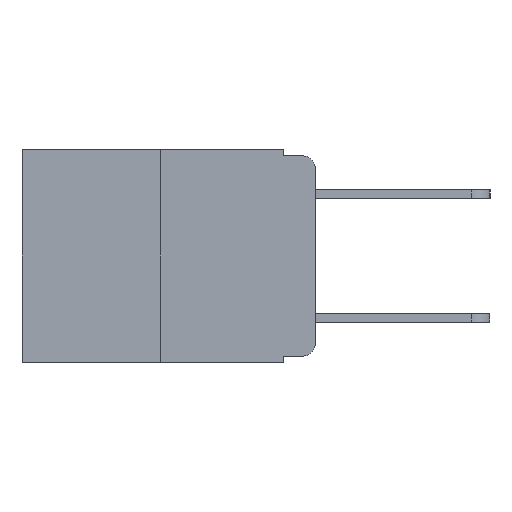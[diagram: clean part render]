
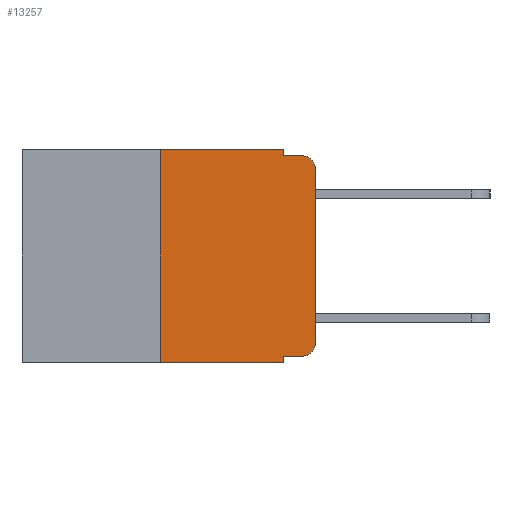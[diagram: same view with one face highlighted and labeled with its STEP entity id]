
A CAD part, left-side view. The second image highlights one B-rep face of the part: STEP entity #13257.
In plain terms, the highlighted planar face has unit normal (-1, 0, 0).
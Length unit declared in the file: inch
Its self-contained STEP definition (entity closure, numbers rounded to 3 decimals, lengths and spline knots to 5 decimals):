
#39 = ORIENTED_EDGE ( 'NONE', *, *, #16787, .F. ) ;
#160 = DIRECTION ( 'NONE',  ( 0., -1., 0. ) ) ;
#278 = CARTESIAN_POINT ( 'NONE',  ( 0., 0.02, -0.03 ) ) ;
#294 = DIRECTION ( 'NONE',  ( 0., -1., 0. ) ) ;
#313 = DIRECTION ( 'NONE',  ( 0., 0., 1. ) ) ;
#636 = DIRECTION ( 'NONE',  ( 0., 0., -1. ) ) ;
#978 = VECTOR ( 'NONE', #313, 39.37008 ) ;
#1075 = DIRECTION ( 'NONE',  ( 0., -1., 0. ) ) ;
#1443 = ORIENTED_EDGE ( 'NONE', *, *, #11728, .F. ) ;
#1886 = CARTESIAN_POINT ( 'NONE',  ( 0., 0.25, 0. ) ) ;
#2097 = DIRECTION ( 'NONE',  ( 0., 0., -1. ) ) ;
#2142 = CARTESIAN_POINT ( 'NONE',  ( 0., 0.051, 0. ) ) ;
#2480 = EDGE_CURVE ( 'NONE', #19118, #22358, #13489, .T. ) ;
#3271 = CARTESIAN_POINT ( 'NONE',  ( 0., 0.25, -0.343 ) ) ;
#4137 = ORIENTED_EDGE ( 'NONE', *, *, #13455, .T. ) ;
#4183 = ORIENTED_EDGE ( 'NONE', *, *, #7542, .T. ) ;
#4279 = VERTEX_POINT ( 'NONE', #19542 ) ;
#5114 = EDGE_CURVE ( 'NONE', #20432, #9960, #9233, .T. ) ;
#5440 = DIRECTION ( 'NONE',  ( 0., 0., 1. ) ) ;
#5625 = EDGE_LOOP ( 'NONE', ( #16020, #4183, #1443, #12731, #39, #22044, #22347, #18840, #9473, #4137 ) ) ;
#6632 = AXIS2_PLACEMENT_3D ( 'NONE', #7291, #19623, #9049 ) ;
#6746 = PLANE ( 'NONE',  #21199 ) ;
#7213 = FACE_OUTER_BOUND ( 'NONE', #5625, .T. ) ;
#7291 = CARTESIAN_POINT ( 'NONE',  ( 0., 0.02, -0.313 ) ) ;
#7390 = LINE ( 'NONE', #9053, #15647 ) ;
#7542 = EDGE_CURVE ( 'NONE', #10163, #20255, #13191, .T. ) ;
#7796 = CARTESIAN_POINT ( 'NONE',  ( 0., 0.051, -0.343 ) ) ;
#8329 = DIRECTION ( 'NONE',  ( 0., -1., 0. ) ) ;
#9049 = DIRECTION ( 'NONE',  ( 0., 0., -1. ) ) ;
#9053 = CARTESIAN_POINT ( 'NONE',  ( 0., 0.051, 0. ) ) ;
#9173 = AXIS2_PLACEMENT_3D ( 'NONE', #278, #12619, #2097 ) ;
#9233 = LINE ( 'NONE', #10700, #18592 ) ;
#9440 = LINE ( 'NONE', #9912, #14119 ) ;
#9473 = ORIENTED_EDGE ( 'NONE', *, *, #5114, .T. ) ;
#9912 = CARTESIAN_POINT ( 'NONE',  ( 0., 0.051, -0.01 ) ) ;
#9960 = VERTEX_POINT ( 'NONE', #10877 ) ;
#10163 = VERTEX_POINT ( 'NONE', #15071 ) ;
#10245 = CARTESIAN_POINT ( 'NONE',  ( 0., 0.473, 0. ) ) ;
#10473 = CARTESIAN_POINT ( 'NONE',  ( 0., 0.02, -0.01 ) ) ;
#10700 = CARTESIAN_POINT ( 'NONE',  ( 0., 0.051, -0.333 ) ) ;
#10874 = LINE ( 'NONE', #21423, #978 ) ;
#10877 = CARTESIAN_POINT ( 'NONE',  ( 0., 0.02, -0.333 ) ) ;
#11728 = EDGE_CURVE ( 'NONE', #22358, #20255, #9440, .T. ) ;
#12022 = DIRECTION ( 'NONE',  ( 0., 0., -1. ) ) ;
#12359 = VECTOR ( 'NONE', #5440, 39.37008 ) ;
#12390 = CARTESIAN_POINT ( 'NONE',  ( 0., 0.051, 0. ) ) ;
#12619 = DIRECTION ( 'NONE',  ( -1., 0., 0. ) ) ;
#12645 = DIRECTION ( 'NONE',  ( 0., 0., -1. ) ) ;
#12731 = ORIENTED_EDGE ( 'NONE', *, *, #2480, .F. ) ;
#12801 = VECTOR ( 'NONE', #294, 39.37008 ) ;
#13191 = CIRCLE ( 'NONE', #9173, 0.02 ) ;
#13257 = ADVANCED_FACE ( 'NONE', ( #7213 ), #6746, .F. ) ;
#13455 = EDGE_CURVE ( 'NONE', #9960, #19279, #16285, .T. ) ;
#13489 = LINE ( 'NONE', #2142, #17620 ) ;
#13533 = CARTESIAN_POINT ( 'NONE',  ( 0., 0.473, -0.343 ) ) ;
#14119 = VECTOR ( 'NONE', #1075, 39.37008 ) ;
#14300 = VERTEX_POINT ( 'NONE', #7796 ) ;
#14527 = CARTESIAN_POINT ( 'NONE',  ( 0., 0.051, -0.333 ) ) ;
#15071 = CARTESIAN_POINT ( 'NONE',  ( 0., 0., -0.03 ) ) ;
#15108 = VERTEX_POINT ( 'NONE', #3271 ) ;
#15314 = EDGE_CURVE ( 'NONE', #20432, #14300, #7390, .T. ) ;
#15647 = VECTOR ( 'NONE', #12645, 39.37008 ) ;
#15814 = CARTESIAN_POINT ( 'NONE',  ( 0., 0.051, -0.01 ) ) ;
#16020 = ORIENTED_EDGE ( 'NONE', *, *, #16233, .T. ) ;
#16233 = EDGE_CURVE ( 'NONE', #19279, #10163, #10874, .T. ) ;
#16285 = CIRCLE ( 'NONE', #6632, 0.02 ) ;
#16787 = EDGE_CURVE ( 'NONE', #4279, #19118, #16938, .T. ) ;
#16938 = LINE ( 'NONE', #21480, #12801 ) ;
#17192 = VECTOR ( 'NONE', #8329, 39.37008 ) ;
#17620 = VECTOR ( 'NONE', #636, 39.37008 ) ;
#17736 = EDGE_CURVE ( 'NONE', #15108, #14300, #22361, .T. ) ;
#18483 = CARTESIAN_POINT ( 'NONE',  ( 0., 0., -0.313 ) ) ;
#18592 = VECTOR ( 'NONE', #160, 39.37008 ) ;
#18840 = ORIENTED_EDGE ( 'NONE', *, *, #15314, .F. ) ;
#19118 = VERTEX_POINT ( 'NONE', #12390 ) ;
#19279 = VERTEX_POINT ( 'NONE', #18483 ) ;
#19542 = CARTESIAN_POINT ( 'NONE',  ( 0., 0.25, 0. ) ) ;
#19623 = DIRECTION ( 'NONE',  ( -1., 0., 0. ) ) ;
#20255 = VERTEX_POINT ( 'NONE', #10473 ) ;
#20432 = VERTEX_POINT ( 'NONE', #14527 ) ;
#21199 = AXIS2_PLACEMENT_3D ( 'NONE', #10245, #22515, #12022 ) ;
#21423 = CARTESIAN_POINT ( 'NONE',  ( 0., 0., 0. ) ) ;
#21480 = CARTESIAN_POINT ( 'NONE',  ( 0., 0.473, 0. ) ) ;
#21703 = LINE ( 'NONE', #1886, #12359 ) ;
#21889 = EDGE_CURVE ( 'NONE', #15108, #4279, #21703, .T. ) ;
#22044 = ORIENTED_EDGE ( 'NONE', *, *, #21889, .F. ) ;
#22347 = ORIENTED_EDGE ( 'NONE', *, *, #17736, .T. ) ;
#22358 = VERTEX_POINT ( 'NONE', #15814 ) ;
#22361 = LINE ( 'NONE', #13533, #17192 ) ;
#22515 = DIRECTION ( 'NONE',  ( 1., 0., 0. ) ) ;
